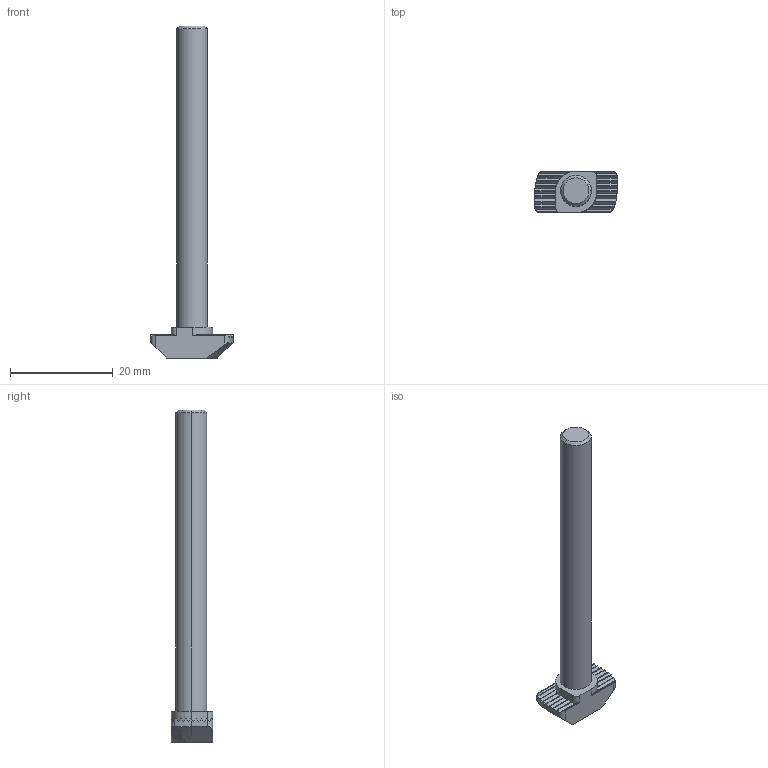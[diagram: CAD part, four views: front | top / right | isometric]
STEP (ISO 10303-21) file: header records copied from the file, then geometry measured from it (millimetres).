
FILE_DESCRIPTION(('STEP AP214'),'1');
FILE_NAME('fath_096hk0815m0660e.stp','2017-10-09T08:28:10',('TraceParts'),('TraceParts S.A.'),'Spatial InterOp 3D',' ',' ');
FILE_SCHEMA(('automotive_design'));
Length unit declared in the file: millimetre
Products named in the file (1): fath_096hk0815m0660e
Bounding box: 16 x 8 x 64.5 mm (x, y, z)
Volume: 2211.4 mm3; surface area: 1567.9 mm2
Topology: 1 solids, 1 shells, 99 faces, 281 edges, 185 vertices
Faces by surface type: cylinder 50, plane 45, cone 4
Entity records: 4473 total; most frequent: CARTESIAN_POINT 1304, ORIENTED_EDGE 562, DIRECTION 415, EDGE_CURVE 281, VERTEX_POINT 185, AXIS2_PLACEMENT_3D 139, LINE 137, VECTOR 137
